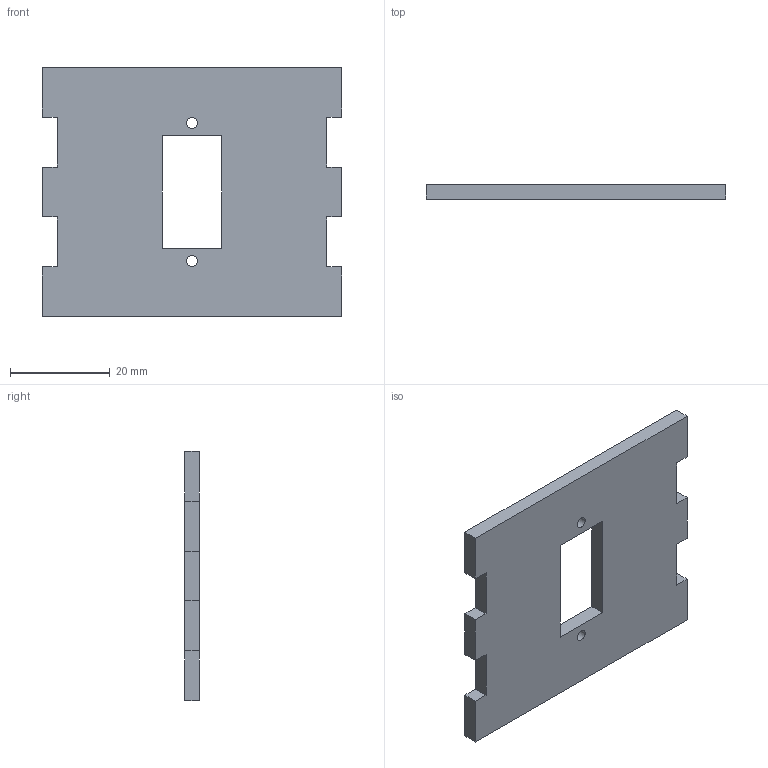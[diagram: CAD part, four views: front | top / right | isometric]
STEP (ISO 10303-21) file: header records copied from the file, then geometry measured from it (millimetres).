
FILE_DESCRIPTION( ( '' ), ' ' );
FILE_NAME( '5d68e3a430c6ab1665f1cdda.step', '2019-08-30T08:51:49', ( '' ), ( '' ), ' ', ' ', ' ' );
FILE_SCHEMA( ( 'AUTOMOTIVE_DESIGN { 1 0 10303 214 1 1 1 1 }' ) );
Length unit declared in the file: metre
Products named in the file (1): Part 1
Bounding box: 60 x 3 x 50 mm (x, y, z)
Volume: 7807.2 mm3; surface area: 6185.3 mm2
Topology: 1 solids, 1 shells, 28 faces, 78 edges, 52 vertices
Faces by surface type: plane 26, cylinder 2
Full cylindrical faces by diameter (mm): 2.2 x2
Entity records: 1128 total; most frequent: CARTESIAN_POINT 157, ORIENTED_EDGE 152, DIRECTION 138, EDGE_CURVE 76, LINE 72, VECTOR 72, VERTEX_POINT 52, EDGE_LOOP 36
